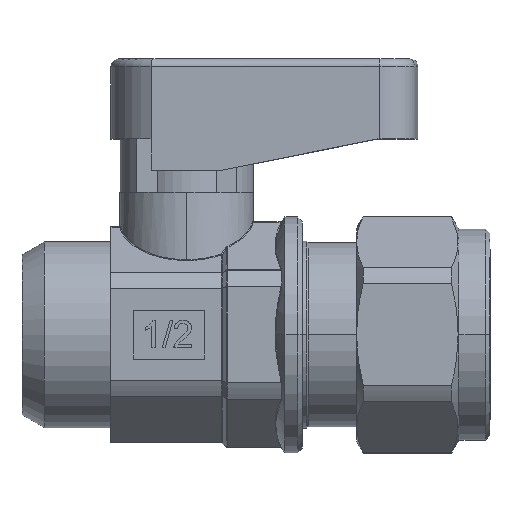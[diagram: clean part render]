
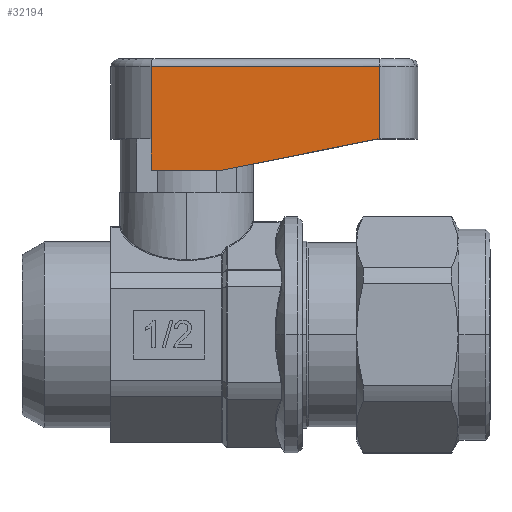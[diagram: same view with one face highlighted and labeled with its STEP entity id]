
A CAD part, top view. The second image highlights one B-rep face of the part: STEP entity #32194.
In plain terms, the highlighted planar face has unit normal (0, 0, 1).
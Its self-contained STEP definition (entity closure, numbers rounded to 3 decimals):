
#3785 = AXIS2_PLACEMENT_3D ( 'NONE', #36661, #36665, #36666 ) ;
#8347 = CARTESIAN_POINT ( 'NONE',  ( -4., 30.1, 7.5 ) ) ;
#8350 = CARTESIAN_POINT ( 'NONE',  ( 21.72, 30.1, 7.5 ) ) ;
#8382 = CARTESIAN_POINT ( 'NONE',  ( 21.5, 22., 7.5 ) ) ;
#8407 = CARTESIAN_POINT ( 'NONE',  ( -4., 18.5, 7.5 ) ) ;
#8410 = CARTESIAN_POINT ( 'NONE',  ( -4., 22., 7.5 ) ) ;
#8411 = CARTESIAN_POINT ( 'NONE',  ( 4., 18.5, 7.5 ) ) ;
#8424 = CARTESIAN_POINT ( 'NONE',  ( 21.72, 22., 7.5 ) ) ;
#13840 = ORIENTED_EDGE ( 'NONE', *, *, #41026, .T. ) ;
#13841 = ORIENTED_EDGE ( 'NONE', *, *, #41027, .T. ) ;
#13842 = ORIENTED_EDGE ( 'NONE', *, *, #41028, .F. ) ;
#13843 = ORIENTED_EDGE ( 'NONE', *, *, #41018, .F. ) ;
#13844 = ORIENTED_EDGE ( 'NONE', *, *, #40988, .T. ) ;
#13845 = ORIENTED_EDGE ( 'NONE', *, *, #41011, .T. ) ;
#13846 = ORIENTED_EDGE ( 'NONE', *, *, #41008, .T. ) ;
#14040 = VERTEX_POINT ( 'NONE', #8347 ) ;
#14043 = VERTEX_POINT ( 'NONE', #8350 ) ;
#14075 = VERTEX_POINT ( 'NONE', #8382 ) ;
#14100 = VERTEX_POINT ( 'NONE', #8407 ) ;
#14103 = VERTEX_POINT ( 'NONE', #8410 ) ;
#14104 = VERTEX_POINT ( 'NONE', #8411 ) ;
#14117 = VERTEX_POINT ( 'NONE', #8424 ) ;
#14251 = CARTESIAN_POINT ( 'NONE',  ( -4., 18.5, 7.5 ) ) ;
#14258 = DIRECTION ( 'NONE',  ( 1., 0., 0. ) ) ;
#14298 = DIRECTION ( 'NONE',  ( 1., 0., 0. ) ) ;
#14303 = CARTESIAN_POINT ( 'NONE',  ( 26., 22., 7.5 ) ) ;
#14313 = CARTESIAN_POINT ( 'NONE',  ( 21.5, 22., 7.5 ) ) ;
#14314 = DIRECTION ( 'NONE',  ( 0.981, 0.196, 0. ) ) ;
#14328 = CARTESIAN_POINT ( 'NONE',  ( -4., 18.5, 7.5 ) ) ;
#14329 = DIRECTION ( 'NONE',  ( 0., 1., 0. ) ) ;
#14339 = CARTESIAN_POINT ( 'NONE',  ( 21.72, 18.5, 7.5 ) ) ;
#14340 = DIRECTION ( 'NONE',  ( 0., 1., 0. ) ) ;
#14349 = CARTESIAN_POINT ( 'NONE',  ( -4., 30.1, 7.5 ) ) ;
#14350 = DIRECTION ( 'NONE',  ( -1., 0., 0. ) ) ;
#14351 = CARTESIAN_POINT ( 'NONE',  ( -4., 18.5, 7.5 ) ) ;
#14352 = DIRECTION ( 'NONE',  ( 0., 1., 0. ) ) ;
#15305 = LINE ( 'NONE', #14303, #15308 ) ;
#15308 = VECTOR ( 'NONE', #14298, 1000. ) ;
#15310 = LINE ( 'NONE', #14313, #15313 ) ;
#15313 = VECTOR ( 'NONE', #14314, 1000. ) ;
#15323 = LINE ( 'NONE', #14328, #15326 ) ;
#15326 = VECTOR ( 'NONE', #14329, 1000. ) ;
#15337 = LINE ( 'NONE', #14339, #15339 ) ;
#15338 = LINE ( 'NONE', #14349, #15341 ) ;
#15339 = VECTOR ( 'NONE', #14340, 1000. ) ;
#15340 = LINE ( 'NONE', #14351, #15343 ) ;
#15341 = VECTOR ( 'NONE', #14350, 1000. ) ;
#15343 = VECTOR ( 'NONE', #14352, 1000. ) ;
#16272 = EDGE_LOOP ( 'NONE', ( #13840, #13841, #13842, #13843, #13844, #13845, #13846 ) ) ;
#22760 = FACE_OUTER_BOUND ( 'NONE', #16272, .T. ) ;
#23859 = LINE ( 'NONE', #14251, #23868 ) ;
#23868 = VECTOR ( 'NONE', #14258, 1000. ) ;
#32194 = ADVANCED_FACE ( 'NONE', ( #22760 ), #36663, .T. ) ;
#36661 = CARTESIAN_POINT ( 'NONE',  ( -4., 18.5, 7.5 ) ) ;
#36663 = PLANE ( 'NONE',  #3785 ) ;
#36665 = DIRECTION ( 'NONE',  ( 0., 0., 1. ) ) ;
#36666 = DIRECTION ( 'NONE',  ( 1., 0., 0. ) ) ;
#40988 = EDGE_CURVE ( 'NONE', #14100, #14104, #23859, .T. ) ;
#41008 = EDGE_CURVE ( 'NONE', #14075, #14117, #15305, .T. ) ;
#41011 = EDGE_CURVE ( 'NONE', #14104, #14075, #15310, .T. ) ;
#41018 = EDGE_CURVE ( 'NONE', #14100, #14103, #15323, .T. ) ;
#41026 = EDGE_CURVE ( 'NONE', #14117, #14043, #15337, .T. ) ;
#41027 = EDGE_CURVE ( 'NONE', #14043, #14040, #15338, .T. ) ;
#41028 = EDGE_CURVE ( 'NONE', #14103, #14040, #15340, .T. ) ;
